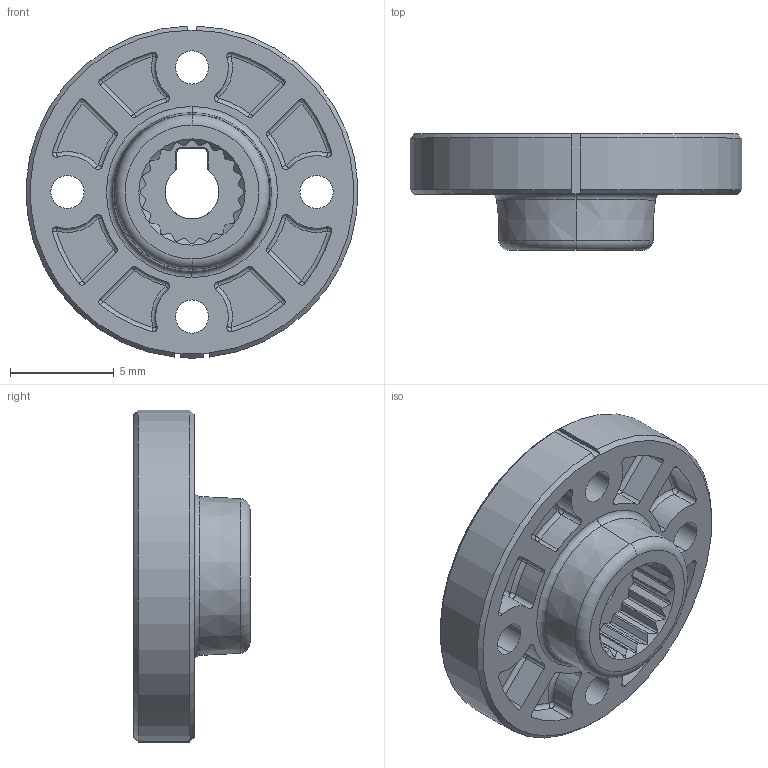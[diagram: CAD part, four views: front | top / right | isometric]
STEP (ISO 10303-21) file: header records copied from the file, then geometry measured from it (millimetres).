
FILE_DESCRIPTION((''),'2;1');
FILE_NAME('DC15_A01_HORN2','2022-08-22T11:34:25',('yunever'),(''),'CREO PARAMETRIC BY PTC INC, 2020074','CREO PARAMETRIC BY PTC INC, 2020074','');
FILE_SCHEMA(('CONFIG_CONTROL_DESIGN'));
Length unit declared in the file: millimetre
Products named in the file (1): DC15_A01_HORN2
Bounding box: 15.99 x 5.6 x 16 mm (x, y, z)
Volume: 513.7 mm3; surface area: 810 mm2
Topology: 1 solids, 1 shells, 278 faces, 671 edges, 406 vertices
Faces by surface type: cylinder 120, plane 76, sphere 32, torus 28, cone 22
Entity records: 8401 total; most frequent: CARTESIAN_POINT 1771, DIRECTION 1471, ORIENTED_EDGE 1342, EDGE_CURVE 671, AXIS2_PLACEMENT_3D 602, VERTEX_POINT 406, CIRCLE 324, EDGE_LOOP 299
